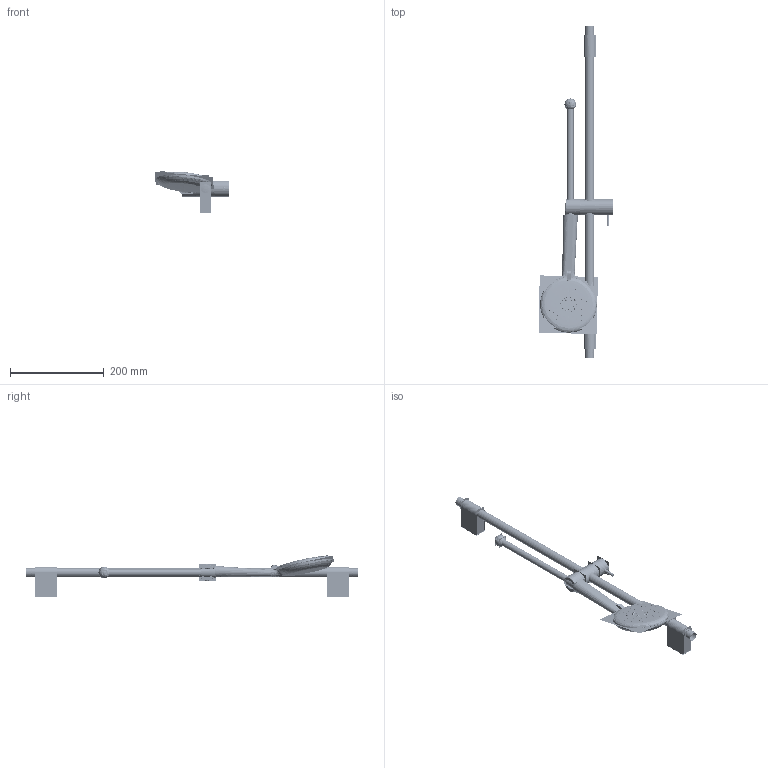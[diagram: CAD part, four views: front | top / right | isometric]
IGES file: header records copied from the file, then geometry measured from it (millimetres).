
Start section:  PTC IGES file: m50081_asm_asm_1_asm_1_asm.igs
Global section: file name: m50081_asm_asm_1_asm_1_asm.igs; native system: Creo Parametric by PTC Inc.; preprocessor: 2019224; author: 10114277; organization: Unknown; date: 20220330.152120; units: millimetre
Bounding box: 157.57 x 707.2 x 89.01 mm (x, y, z)
Surface area: 792077.3 mm2 (no closed solid volume)
Topology: 0 solids, 0 shells, 4350 faces, 63726 edges, 83550 vertices
Faces by surface type: bspline 2376, revolution 1970, extrusion 4
